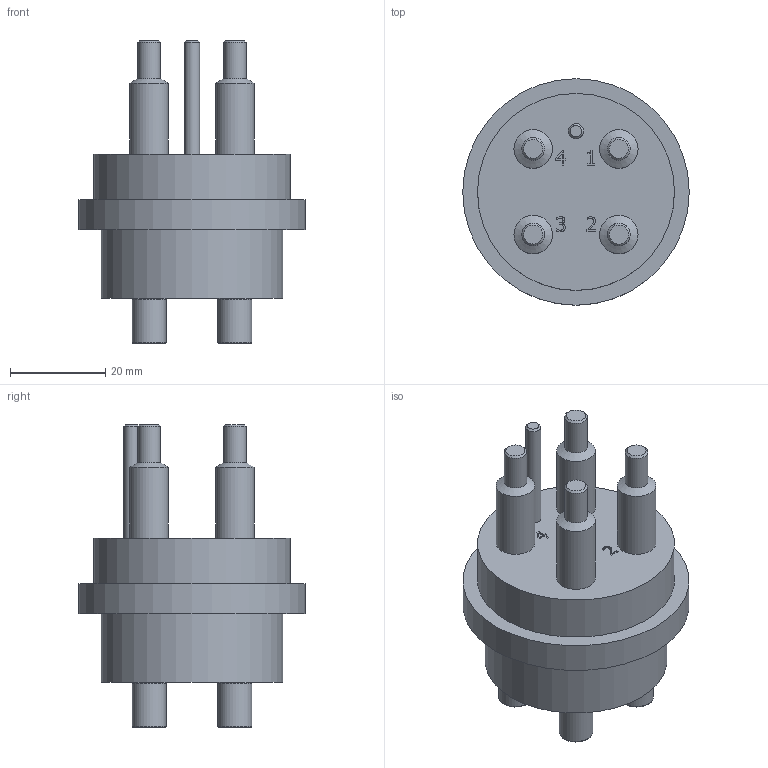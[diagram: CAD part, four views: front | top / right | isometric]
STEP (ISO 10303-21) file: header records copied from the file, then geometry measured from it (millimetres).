
FILE_DESCRIPTION(/* description */ (''),/* implementation_level */ '2;1');
FILE_NAME(/* name */ 'HPAT4M.stp',/* time_stamp */ '2015-10-06T09:31:31+02:00',/* author */ ('sh'),/* organization */ (''),/* preprocessor_version */ 'ST-DEVELOPER v15.2',/* originating_system */ 'Autodesk Inventor 2014',/* authorisation */ '');
FILE_SCHEMA (('AUTOMOTIVE_DESIGN { 1 0 10303 214 3 1 1 }'));
Length unit declared in the file: inch
Products named in the file (1): HPAT4M
Bounding box: 47.5 x 47.5 x 63.5 mm (x, y, z)
Volume: 47239.8 mm3; surface area: 15181.4 mm2
Topology: 6 solids, 6 shells, 151 faces, 346 edges, 225 vertices
Faces by surface type: plane 66, bspline 31, cylinder 25, cone 17, torus 12
Full cylindrical faces by diameter (mm): 3.175 x2, 4.75 x4, 4.755 x4, 5.334 x4, 7.087 x4, 8.077 x4, 38.1 x1, 41.3 x1, 47.498 x1
Entity records: 4166 total; most frequent: CARTESIAN_POINT 1048, ORIENTED_EDGE 556, DIRECTION 531, EDGE_CURVE 278, EDGE_LOOP 221, VERTEX_POINT 209, AXIS2_PLACEMENT_3D 192, ADVANCED_FACE 151
